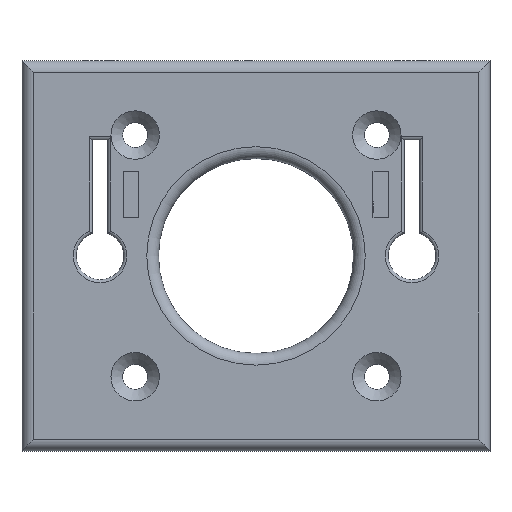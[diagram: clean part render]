
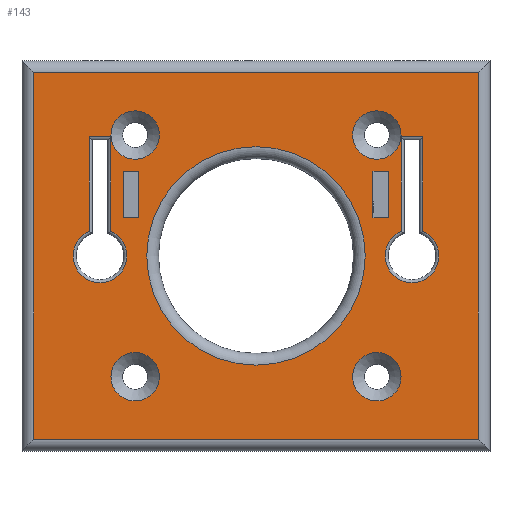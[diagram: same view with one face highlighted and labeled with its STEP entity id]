
A CAD part, top view. The second image highlights one B-rep face of the part: STEP entity #143.
In plain terms, the highlighted planar face has unit normal (0, 0, 1).
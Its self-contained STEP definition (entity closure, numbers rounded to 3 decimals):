
#143=ADVANCED_FACE('',(#760,#762,#764,#766,#768,#770,#772,#774,#776,#778),#780,.T.);
#760=FACE_BOUND('',#761,.T.);
#761=EDGE_LOOP('',(#1294,#1295,#1296,#1297));
#762=FACE_BOUND('',#763,.T.);
#763=EDGE_LOOP('',(#1298,#1299,#1300,#1301));
#764=FACE_BOUND('',#765,.T.);
#765=EDGE_LOOP('',(#1302));
#766=FACE_BOUND('',#767,.T.);
#767=EDGE_LOOP('',(#1303));
#768=FACE_BOUND('',#769,.T.);
#769=EDGE_LOOP('',(#1304,#1305,#1306,#1307));
#770=FACE_BOUND('',#771,.T.);
#771=EDGE_LOOP('',(#1308,#1309,#1310,#1311));
#772=FACE_BOUND('',#773,.T.);
#773=EDGE_LOOP('',(#1312));
#774=FACE_BOUND('',#775,.T.);
#775=EDGE_LOOP('',(#1313));
#776=FACE_BOUND('',#777,.T.);
#777=EDGE_LOOP('',(#1314));
#778=FACE_BOUND('',#779,.T.);
#779=EDGE_LOOP('',(#1315,#1316,#1317,#1318));
#780=PLANE('',#781);
#781=AXIS2_PLACEMENT_3D('',#782,#783,#784);
#782=CARTESIAN_POINT('',(0.,0.,12.));
#783=DIRECTION('',(0.,0.,1.));
#784=DIRECTION('',(-1.,0.,0.));
#1294=ORIENTED_EDGE('',*,*,#1534,.T.);
#1295=ORIENTED_EDGE('',*,*,#1535,.T.);
#1296=ORIENTED_EDGE('',*,*,#1504,.T.);
#1297=ORIENTED_EDGE('',*,*,#1533,.T.);
#1298=ORIENTED_EDGE('',*,*,#1536,.T.);
#1299=ORIENTED_EDGE('',*,*,#1537,.T.);
#1300=ORIENTED_EDGE('',*,*,#1538,.T.);
#1301=ORIENTED_EDGE('',*,*,#1539,.T.);
#1302=ORIENTED_EDGE('',*,*,#1540,.T.);
#1303=ORIENTED_EDGE('',*,*,#1541,.T.);
#1304=ORIENTED_EDGE('',*,*,#1542,.T.);
#1305=ORIENTED_EDGE('',*,*,#1543,.T.);
#1306=ORIENTED_EDGE('',*,*,#1544,.T.);
#1307=ORIENTED_EDGE('',*,*,#1545,.T.);
#1308=ORIENTED_EDGE('',*,*,#1546,.T.);
#1309=ORIENTED_EDGE('',*,*,#1547,.T.);
#1310=ORIENTED_EDGE('',*,*,#1548,.T.);
#1311=ORIENTED_EDGE('',*,*,#1549,.T.);
#1312=ORIENTED_EDGE('',*,*,#1550,.T.);
#1313=ORIENTED_EDGE('',*,*,#1551,.T.);
#1314=ORIENTED_EDGE('',*,*,#1552,.T.);
#1315=ORIENTED_EDGE('',*,*,#1553,.T.);
#1316=ORIENTED_EDGE('',*,*,#1554,.T.);
#1317=ORIENTED_EDGE('',*,*,#1555,.T.);
#1318=ORIENTED_EDGE('',*,*,#1556,.T.);
#1504=EDGE_CURVE('',#1639,#1637,#1640,.T.);
#1533=EDGE_CURVE('',#1637,#1691,#1693,.T.);
#1534=EDGE_CURVE('',#1691,#1694,#1695,.T.);
#1535=EDGE_CURVE('',#1694,#1639,#1696,.T.);
#1536=EDGE_CURVE('',#1697,#1698,#1699,.F.);
#1537=EDGE_CURVE('',#1698,#1700,#1701,.F.);
#1538=EDGE_CURVE('',#1700,#1702,#1703,.F.);
#1539=EDGE_CURVE('',#1702,#1697,#1704,.F.);
#1540=EDGE_CURVE('',#1705,#1705,#1706,.F.);
#1541=EDGE_CURVE('',#1707,#1707,#1708,.F.);
#1542=EDGE_CURVE('',#1709,#1710,#1711,.F.);
#1543=EDGE_CURVE('',#1710,#1712,#1713,.F.);
#1544=EDGE_CURVE('',#1712,#1714,#1715,.F.);
#1545=EDGE_CURVE('',#1714,#1709,#1716,.F.);
#1546=EDGE_CURVE('',#1717,#1718,#1719,.F.);
#1547=EDGE_CURVE('',#1718,#1720,#1721,.F.);
#1548=EDGE_CURVE('',#1720,#1722,#1723,.F.);
#1549=EDGE_CURVE('',#1722,#1717,#1724,.F.);
#1550=EDGE_CURVE('',#1725,#1725,#1726,.F.);
#1551=EDGE_CURVE('',#1727,#1727,#1728,.F.);
#1552=EDGE_CURVE('',#1729,#1729,#1730,.F.);
#1553=EDGE_CURVE('',#1731,#1732,#1733,.F.);
#1554=EDGE_CURVE('',#1732,#1734,#1735,.F.);
#1555=EDGE_CURVE('',#1734,#1736,#1737,.F.);
#1556=EDGE_CURVE('',#1736,#1731,#1738,.F.);
#1637=VERTEX_POINT('',#1877);
#1639=VERTEX_POINT('',#1882);
#1640=LINE('',#1883,#1884);
#1691=VERTEX_POINT('',#2004);
#1693=LINE('',#2009,#2010);
#1694=VERTEX_POINT('',#2012);
#1695=LINE('',#2013,#2014);
#1696=LINE('',#2016,#2017);
#1697=VERTEX_POINT('',#2019);
#1698=VERTEX_POINT('',#2020);
#1699=LINE('',#2021,#2022);
#1700=VERTEX_POINT('',#2024);
#1701=CIRCLE('',#2025,3.45);
#1702=VERTEX_POINT('',#2029);
#1703=LINE('',#2030,#2031);
#1704=LINE('',#2033,#2034);
#1705=VERTEX_POINT('',#2036);
#1706=CIRCLE('',#2037,3.1);
#1707=VERTEX_POINT('',#2041);
#1708=CIRCLE('',#2042,3.1);
#1709=VERTEX_POINT('',#2046);
#1710=VERTEX_POINT('',#2047);
#1711=LINE('',#2048,#2049);
#1712=VERTEX_POINT('',#2051);
#1713=LINE('',#2052,#2053);
#1714=VERTEX_POINT('',#2055);
#1715=LINE('',#2056,#2057);
#1716=LINE('',#2059,#2060);
#1717=VERTEX_POINT('',#2062);
#1718=VERTEX_POINT('',#2063);
#1719=LINE('',#2064,#2065);
#1720=VERTEX_POINT('',#2067);
#1721=LINE('',#2068,#2069);
#1722=VERTEX_POINT('',#2071);
#1723=LINE('',#2072,#2073);
#1724=LINE('',#2075,#2076);
#1725=VERTEX_POINT('',#2078);
#1726=CIRCLE('',#2079,3.1);
#1727=VERTEX_POINT('',#2083);
#1728=CIRCLE('',#2084,3.1);
#1729=VERTEX_POINT('',#2088);
#1730=CIRCLE('',#2089,14.);
#1731=VERTEX_POINT('',#2093);
#1732=VERTEX_POINT('',#2094);
#1733=LINE('',#2095,#2096);
#1734=VERTEX_POINT('',#2098);
#1735=CIRCLE('',#2099,3.45);
#1736=VERTEX_POINT('',#2103);
#1737=LINE('',#2104,#2105);
#1738=LINE('',#2107,#2108);
#1877=CARTESIAN_POINT('',(-58.5,-1.5,12.));
#1882=CARTESIAN_POINT('',(-1.5,-1.5,12.));
#1883=CARTESIAN_POINT('',(-1.5,-1.5,12.));
#1884=VECTOR('',#1885,1.);
#1885=DIRECTION('',(-1.,0.,0.));
#2004=CARTESIAN_POINT('',(-58.5,-48.5,12.));
#2009=CARTESIAN_POINT('',(-58.5,-1.5,12.));
#2010=VECTOR('',#2011,1.);
#2011=DIRECTION('',(0.,-1.,0.));
#2012=CARTESIAN_POINT('',(-1.5,-48.5,12.));
#2013=CARTESIAN_POINT('',(-58.5,-48.5,12.));
#2014=VECTOR('',#2015,1.);
#2015=DIRECTION('',(1.,0.,0.));
#2016=CARTESIAN_POINT('',(-1.5,-48.5,12.));
#2017=VECTOR('',#2018,1.);
#2018=DIRECTION('',(0.,1.,0.));
#2019=CARTESIAN_POINT('',(-8.6,-9.719,12.));
#2020=CARTESIAN_POINT('',(-8.6,-21.847,12.));
#2021=CARTESIAN_POINT('',(-8.6,-21.847,12.));
#2022=VECTOR('',#2023,1.);
#2023=DIRECTION('',(0.,1.,0.));
#2024=CARTESIAN_POINT('',(-11.4,-21.847,12.));
#2025=AXIS2_PLACEMENT_3D('',#2026,#2027,#2028);
#2026=CARTESIAN_POINT('',(-10.,-25.,12.));
#2027=DIRECTION('',(0.,0.,1.));
#2028=DIRECTION('',(-0.406,0.914,0.));
#2029=CARTESIAN_POINT('',(-11.4,-9.719,12.));
#2030=CARTESIAN_POINT('',(-11.4,-9.719,12.));
#2031=VECTOR('',#2032,1.);
#2032=DIRECTION('',(0.,-1.,0.));
#2033=CARTESIAN_POINT('',(-8.6,-9.719,12.));
#2034=VECTOR('',#2035,1.);
#2035=DIRECTION('',(-1.,0.,0.));
#2036=CARTESIAN_POINT('',(-17.6,-9.5,12.));
#2037=AXIS2_PLACEMENT_3D('',#2038,#2039,#2040);
#2038=CARTESIAN_POINT('',(-14.5,-9.5,12.));
#2039=DIRECTION('',(0.,0.,1.));
#2040=DIRECTION('',(-1.,0.,0.));
#2041=CARTESIAN_POINT('',(-17.6,-40.5,12.));
#2042=AXIS2_PLACEMENT_3D('',#2043,#2044,#2045);
#2043=CARTESIAN_POINT('',(-14.5,-40.5,12.));
#2044=DIRECTION('',(0.,0.,1.));
#2045=DIRECTION('',(-1.,0.,0.));
#2046=CARTESIAN_POINT('',(-13.,-20.119,12.));
#2047=CARTESIAN_POINT('',(-15.,-20.119,12.));
#2048=CARTESIAN_POINT('',(-15.,-20.119,12.));
#2049=VECTOR('',#2050,1.);
#2050=DIRECTION('',(1.,0.,0.));
#2051=CARTESIAN_POINT('',(-15.,-14.119,12.));
#2052=CARTESIAN_POINT('',(-15.,-14.119,12.));
#2053=VECTOR('',#2054,1.);
#2054=DIRECTION('',(0.,-1.,0.));
#2055=CARTESIAN_POINT('',(-13.,-14.119,12.));
#2056=CARTESIAN_POINT('',(-13.,-14.119,12.));
#2057=VECTOR('',#2058,1.);
#2058=DIRECTION('',(-1.,0.,0.));
#2059=CARTESIAN_POINT('',(-13.,-20.119,12.));
#2060=VECTOR('',#2061,1.);
#2061=DIRECTION('',(0.,1.,0.));
#2062=CARTESIAN_POINT('',(-45.,-20.119,12.));
#2063=CARTESIAN_POINT('',(-47.,-20.119,12.));
#2064=CARTESIAN_POINT('',(-47.,-20.119,12.));
#2065=VECTOR('',#2066,1.);
#2066=DIRECTION('',(1.,0.,0.));
#2067=CARTESIAN_POINT('',(-47.,-14.119,12.));
#2068=CARTESIAN_POINT('',(-47.,-14.119,12.));
#2069=VECTOR('',#2070,1.);
#2070=DIRECTION('',(0.,-1.,0.));
#2071=CARTESIAN_POINT('',(-45.,-14.119,12.));
#2072=CARTESIAN_POINT('',(-45.,-14.119,12.));
#2073=VECTOR('',#2074,1.);
#2074=DIRECTION('',(-1.,0.,0.));
#2075=CARTESIAN_POINT('',(-45.,-20.119,12.));
#2076=VECTOR('',#2077,1.);
#2077=DIRECTION('',(0.,1.,0.));
#2078=CARTESIAN_POINT('',(-48.6,-40.5,12.));
#2079=AXIS2_PLACEMENT_3D('',#2080,#2081,#2082);
#2080=CARTESIAN_POINT('',(-45.5,-40.5,12.));
#2081=DIRECTION('',(0.,0.,1.));
#2082=DIRECTION('',(-1.,0.,0.));
#2083=CARTESIAN_POINT('',(-48.6,-9.5,12.));
#2084=AXIS2_PLACEMENT_3D('',#2085,#2086,#2087);
#2085=CARTESIAN_POINT('',(-45.5,-9.5,12.));
#2086=DIRECTION('',(0.,0.,1.));
#2087=DIRECTION('',(-1.,0.,0.));
#2088=CARTESIAN_POINT('',(-44.,-25.,12.));
#2089=AXIS2_PLACEMENT_3D('',#2090,#2091,#2092);
#2090=CARTESIAN_POINT('',(-30.,-25.,12.));
#2091=DIRECTION('',(0.,0.,1.));
#2092=DIRECTION('',(-1.,0.,0.));
#2093=CARTESIAN_POINT('',(-48.6,-9.719,12.));
#2094=CARTESIAN_POINT('',(-48.6,-21.847,12.));
#2095=CARTESIAN_POINT('',(-48.6,-21.847,12.));
#2096=VECTOR('',#2097,1.);
#2097=DIRECTION('',(0.,1.,0.));
#2098=CARTESIAN_POINT('',(-51.4,-21.847,12.));
#2099=AXIS2_PLACEMENT_3D('',#2100,#2101,#2102);
#2100=CARTESIAN_POINT('',(-50.,-25.,12.));
#2101=DIRECTION('',(0.,0.,1.));
#2102=DIRECTION('',(-0.406,0.914,0.));
#2103=CARTESIAN_POINT('',(-51.4,-9.719,12.));
#2104=CARTESIAN_POINT('',(-51.4,-9.719,12.));
#2105=VECTOR('',#2106,1.);
#2106=DIRECTION('',(0.,-1.,0.));
#2107=CARTESIAN_POINT('',(-48.6,-9.719,12.));
#2108=VECTOR('',#2109,1.);
#2109=DIRECTION('',(-1.,0.,0.));
